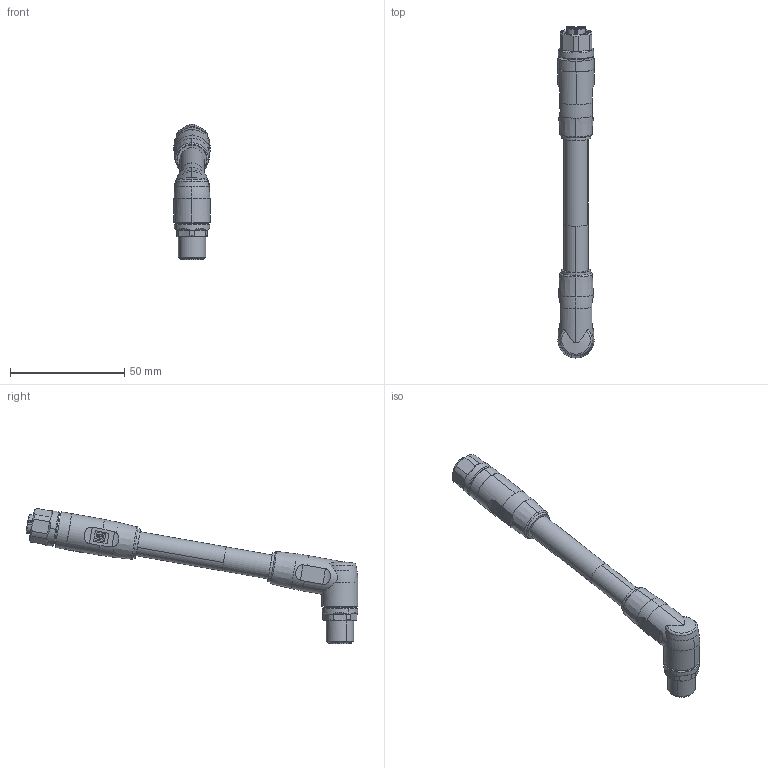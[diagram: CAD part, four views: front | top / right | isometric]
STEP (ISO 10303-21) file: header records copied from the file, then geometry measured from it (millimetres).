
FILE_DESCRIPTION(('CATIA V5 STEP Exchange','CAx-IF Rec.Pracs.--- Model Styling and Organization---1.5--- 2016-08-15','CAx-IF Rec.Pracs.---Supplemental Geometry---1.0---2011-11-01','CAx-IF Rec.Pracs.--- Composite Materials ---1.1---2010-07-15'),'2;1');
FILE_NAME ('304685-3_0', '2025-10-20T13:29:49+00:00', ('none'), ('Weidmueller'), 'CATIA Version 5-6 Release 2024 SP4', 'CATIA V5 STEP AP214 v3', 'none');
FILE_SCHEMA(('AUTOMOTIVE_DESIGN { 1 0 10303 214 1 1 1 1 }'));
Length unit declared in the file: millimetre
Products named in the file (1): 2455320000
Bounding box: 15.8 x 145.33 x 59.2 mm (x, y, z)
Volume: 23051.8 mm3; surface area: 10094.5 mm2
Topology: 1 solids, 1 shells, 1112 faces, 2856 edges, 1799 vertices
Faces by surface type: plane 454, cylinder 314, torus 180, bspline 80, cone 71, sphere 13
Entity records: 35810 total; most frequent: CARTESIAN_POINT 10529, ORIENTED_EDGE 5678, DIRECTION 3825, EDGE_CURVE 2839, VERTEX_POINT 1799, AXIS2_PLACEMENT_3D 1734, VECTOR 1322, LINE 1322
